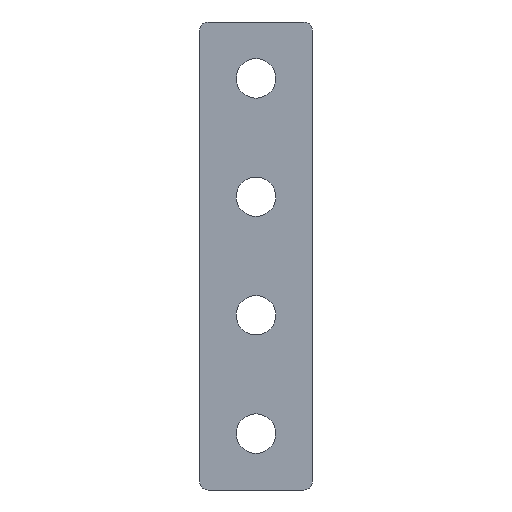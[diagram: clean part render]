
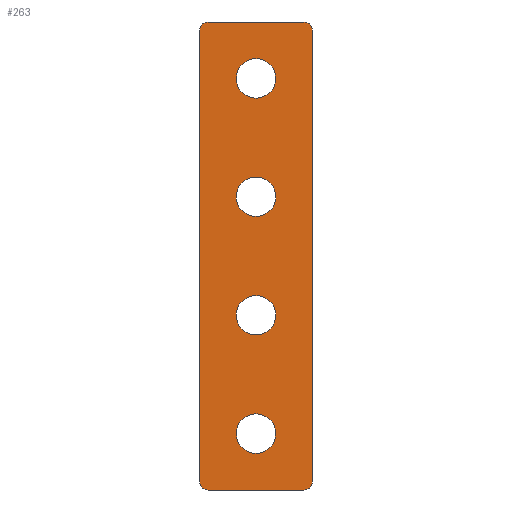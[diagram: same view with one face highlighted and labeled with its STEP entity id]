
A CAD part, left-side view. The second image highlights one B-rep face of the part: STEP entity #263.
In plain terms, the highlighted planar face has unit normal (-1, 0, 0).
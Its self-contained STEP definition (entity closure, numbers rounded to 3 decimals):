
#15=FACE_BOUND('',#46,.T.);
#16=FACE_BOUND('',#47,.T.);
#17=FACE_BOUND('',#48,.T.);
#18=FACE_BOUND('',#49,.T.);
#24=PLANE('',#302);
#31=FACE_OUTER_BOUND('',#45,.T.);
#45=EDGE_LOOP('',(#189,#190,#191,#192,#193,#194,#195,#196));
#46=EDGE_LOOP('',(#197));
#47=EDGE_LOOP('',(#198));
#48=EDGE_LOOP('',(#199));
#49=EDGE_LOOP('',(#200));
#67=LINE('',#422,#87);
#70=LINE('',#428,#90);
#71=LINE('',#432,#91);
#72=LINE('',#436,#92);
#87=VECTOR('',#340,10.);
#90=VECTOR('',#345,10.);
#91=VECTOR('',#348,10.);
#92=VECTOR('',#351,10.);
#106=CIRCLE('',#300,3.);
#107=CIRCLE('',#303,3.);
#108=CIRCLE('',#304,3.);
#109=CIRCLE('',#305,3.);
#110=CIRCLE('',#306,7.);
#111=CIRCLE('',#307,7.);
#112=CIRCLE('',#308,7.);
#113=CIRCLE('',#309,7.);
#123=VERTEX_POINT('',#415);
#124=VERTEX_POINT('',#417);
#125=VERTEX_POINT('',#421);
#127=VERTEX_POINT('',#427);
#128=VERTEX_POINT('',#429);
#129=VERTEX_POINT('',#431);
#130=VERTEX_POINT('',#433);
#131=VERTEX_POINT('',#435);
#132=VERTEX_POINT('',#438);
#133=VERTEX_POINT('',#440);
#134=VERTEX_POINT('',#442);
#135=VERTEX_POINT('',#444);
#147=EDGE_CURVE('',#123,#124,#106,.T.);
#149=EDGE_CURVE('',#125,#124,#67,.T.);
#152=EDGE_CURVE('',#123,#127,#70,.T.);
#153=EDGE_CURVE('',#128,#127,#107,.T.);
#154=EDGE_CURVE('',#128,#129,#71,.T.);
#155=EDGE_CURVE('',#130,#129,#108,.T.);
#156=EDGE_CURVE('',#130,#131,#72,.T.);
#157=EDGE_CURVE('',#125,#131,#109,.T.);
#158=EDGE_CURVE('',#132,#132,#110,.T.);
#159=EDGE_CURVE('',#133,#133,#111,.T.);
#160=EDGE_CURVE('',#134,#134,#112,.T.);
#161=EDGE_CURVE('',#135,#135,#113,.T.);
#189=ORIENTED_EDGE('',*,*,#147,.F.);
#190=ORIENTED_EDGE('',*,*,#152,.T.);
#191=ORIENTED_EDGE('',*,*,#153,.F.);
#192=ORIENTED_EDGE('',*,*,#154,.T.);
#193=ORIENTED_EDGE('',*,*,#155,.F.);
#194=ORIENTED_EDGE('',*,*,#156,.T.);
#195=ORIENTED_EDGE('',*,*,#157,.F.);
#196=ORIENTED_EDGE('',*,*,#149,.T.);
#197=ORIENTED_EDGE('',*,*,#158,.T.);
#198=ORIENTED_EDGE('',*,*,#159,.T.);
#199=ORIENTED_EDGE('',*,*,#160,.T.);
#200=ORIENTED_EDGE('',*,*,#161,.T.);
#263=ADVANCED_FACE('',(#31,#15,#16,#17,#18),#24,.F.);
#300=AXIS2_PLACEMENT_3D('',#418,#335,#336);
#302=AXIS2_PLACEMENT_3D('',#426,#343,#344);
#303=AXIS2_PLACEMENT_3D('',#430,#346,#347);
#304=AXIS2_PLACEMENT_3D('',#434,#349,#350);
#305=AXIS2_PLACEMENT_3D('',#437,#352,#353);
#306=AXIS2_PLACEMENT_3D('',#439,#354,#355);
#307=AXIS2_PLACEMENT_3D('',#441,#356,#357);
#308=AXIS2_PLACEMENT_3D('',#443,#358,#359);
#309=AXIS2_PLACEMENT_3D('',#445,#360,#361);
#335=DIRECTION('center_axis',(1.,0.,0.));
#336=DIRECTION('ref_axis',(0.,0.707,0.707));
#340=DIRECTION('',(0.,1.,0.));
#343=DIRECTION('center_axis',(1.,0.,0.));
#344=DIRECTION('ref_axis',(0.,0.,-1.));
#345=DIRECTION('',(0.,0.,-1.));
#346=DIRECTION('center_axis',(1.,0.,0.));
#347=DIRECTION('ref_axis',(0.,0.707,-0.707));
#348=DIRECTION('',(0.,-1.,0.));
#349=DIRECTION('center_axis',(1.,0.,0.));
#350=DIRECTION('ref_axis',(0.,-0.707,-0.707));
#351=DIRECTION('',(0.,0.,1.));
#352=DIRECTION('center_axis',(1.,0.,0.));
#353=DIRECTION('ref_axis',(0.,-0.707,0.707));
#354=DIRECTION('center_axis',(1.,0.,0.));
#355=DIRECTION('ref_axis',(0.,-1.,0.));
#356=DIRECTION('center_axis',(1.,0.,0.));
#357=DIRECTION('ref_axis',(0.,-1.,0.));
#358=DIRECTION('center_axis',(1.,0.,0.));
#359=DIRECTION('ref_axis',(0.,-1.,0.));
#360=DIRECTION('center_axis',(1.,0.,0.));
#361=DIRECTION('ref_axis',(0.,-1.,0.));
#415=CARTESIAN_POINT('',(0.,40.,-3.));
#417=CARTESIAN_POINT('',(0.,37.,0.));
#418=CARTESIAN_POINT('Origin',(0.,37.,-3.));
#421=CARTESIAN_POINT('',(0.,3.,0.));
#422=CARTESIAN_POINT('',(0.,0.,0.));
#426=CARTESIAN_POINT('Origin',(0.,20.,-83.));
#427=CARTESIAN_POINT('',(0.,40.,-163.));
#428=CARTESIAN_POINT('',(0.,40.,0.));
#429=CARTESIAN_POINT('',(0.,37.,-166.));
#430=CARTESIAN_POINT('Origin',(0.,37.,-163.));
#431=CARTESIAN_POINT('',(0.,3.,-166.));
#432=CARTESIAN_POINT('',(0.,40.,-166.));
#433=CARTESIAN_POINT('',(0.,0.,-163.));
#434=CARTESIAN_POINT('Origin',(0.,3.,-163.));
#435=CARTESIAN_POINT('',(0.,0.,-3.));
#436=CARTESIAN_POINT('',(0.,0.,-166.));
#437=CARTESIAN_POINT('Origin',(0.,3.,-3.));
#438=CARTESIAN_POINT('',(0.,27.,-146.));
#439=CARTESIAN_POINT('Origin',(0.,20.,-146.));
#440=CARTESIAN_POINT('',(0.,27.,-104.));
#441=CARTESIAN_POINT('Origin',(0.,20.,-104.));
#442=CARTESIAN_POINT('',(0.,27.,-62.));
#443=CARTESIAN_POINT('Origin',(0.,20.,-62.));
#444=CARTESIAN_POINT('',(0.,27.,-20.));
#445=CARTESIAN_POINT('Origin',(0.,20.,-20.));
